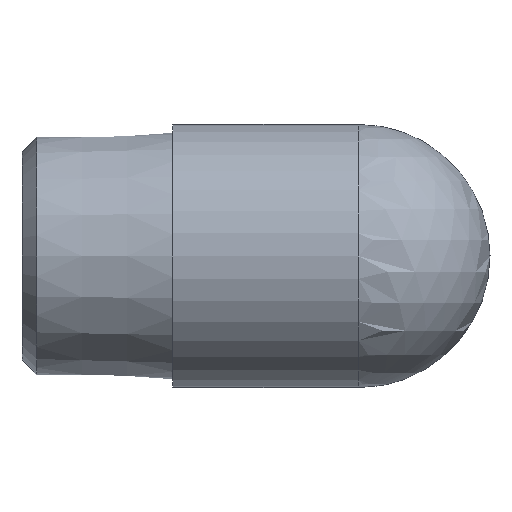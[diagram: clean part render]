
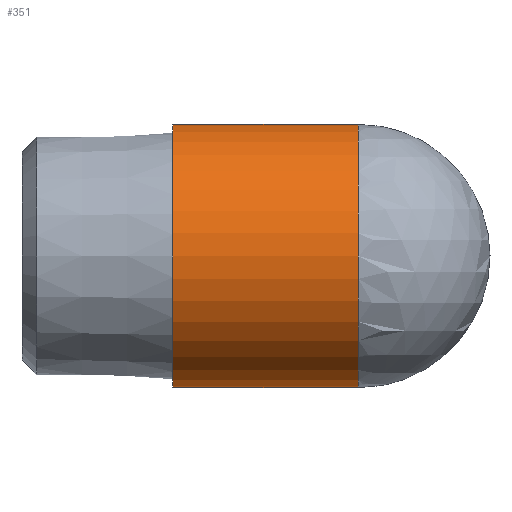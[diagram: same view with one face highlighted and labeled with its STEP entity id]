
A CAD part, left-side view. The second image highlights one B-rep face of the part: STEP entity #351.
In plain terms, the highlighted cylindrical face has radius 9 mm (diameter 18 mm), a full revolution.
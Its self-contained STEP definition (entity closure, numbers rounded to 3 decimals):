
#19=ELLIPSE('',#412,13.454,9.);
#20=ELLIPSE('',#413,13.454,9.);
#35=CYLINDRICAL_SURFACE('',#419,9.);
#71=FACE_OUTER_BOUND('',#101,.T.);
#101=EDGE_LOOP('',(#314,#315,#316,#317,#318,#319));
#113=LINE('',#860,#125);
#125=VECTOR('',#529,9.);
#131=CIRCLE('',#381,9.);
#149=CIRCLE('',#418,9.);
#155=VERTEX_POINT('',#547);
#175=VERTEX_POINT('',#845);
#177=VERTEX_POINT('',#848);
#178=VERTEX_POINT('',#850);
#186=EDGE_CURVE('',#155,#155,#131,.T.);
#220=EDGE_CURVE('',#177,#178,#19,.T.);
#221=EDGE_CURVE('',#178,#175,#20,.T.);
#224=EDGE_CURVE('',#175,#177,#149,.T.);
#225=EDGE_CURVE('',#178,#155,#113,.T.);
#314=ORIENTED_EDGE('',*,*,#220,.F.);
#315=ORIENTED_EDGE('',*,*,#224,.F.);
#316=ORIENTED_EDGE('',*,*,#221,.F.);
#317=ORIENTED_EDGE('',*,*,#225,.T.);
#318=ORIENTED_EDGE('',*,*,#186,.T.);
#319=ORIENTED_EDGE('',*,*,#225,.F.);
#351=ADVANCED_FACE('',(#71),#35,.T.);
#381=AXIS2_PLACEMENT_3D('',#548,#442,#443);
#412=AXIS2_PLACEMENT_3D('',#851,#512,#513);
#413=AXIS2_PLACEMENT_3D('',#852,#514,#515);
#418=AXIS2_PLACEMENT_3D('',#858,#525,#526);
#419=AXIS2_PLACEMENT_3D('',#859,#527,#528);
#442=DIRECTION('center_axis',(0.,-1.,0.));
#443=DIRECTION('ref_axis',(-1.,0.,0.));
#512=DIRECTION('center_axis',(0.743,-0.669,0.));
#513=DIRECTION('ref_axis',(0.669,0.743,0.));
#514=DIRECTION('center_axis',(0.743,-0.669,0.));
#515=DIRECTION('ref_axis',(0.669,0.743,0.));
#525=DIRECTION('center_axis',(0.,-1.,0.));
#526=DIRECTION('ref_axis',(-1.,0.,0.));
#527=DIRECTION('center_axis',(0.,-1.,0.));
#528=DIRECTION('ref_axis',(-1.,0.,0.));
#529=DIRECTION('',(0.,1.,0.));
#547=CARTESIAN_POINT('',(9.,12.7,0.));
#548=CARTESIAN_POINT('Origin',(0.,12.7,0.));
#845=CARTESIAN_POINT('',(0.,0.,9.));
#848=CARTESIAN_POINT('',(0.,0.,-9.));
#850=CARTESIAN_POINT('',(9.,10.,0.));
#851=CARTESIAN_POINT('Origin',(0.,0.,
0.));
#852=CARTESIAN_POINT('Origin',(0.,0.,
0.));
#858=CARTESIAN_POINT('Origin',(0.,0.,0.));
#859=CARTESIAN_POINT('Origin',(0.,23.,0.));
#860=CARTESIAN_POINT('',(9.,23.,0.));
